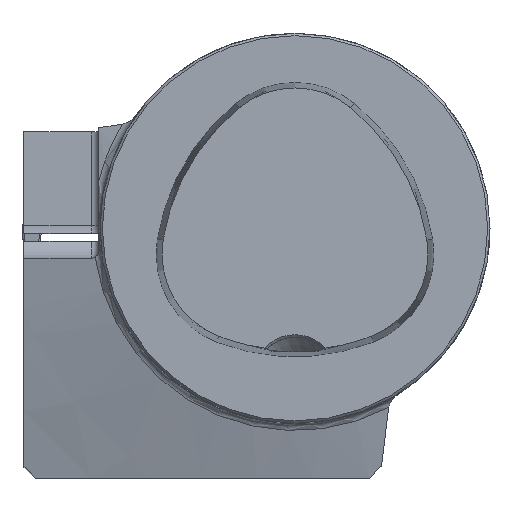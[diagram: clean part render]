
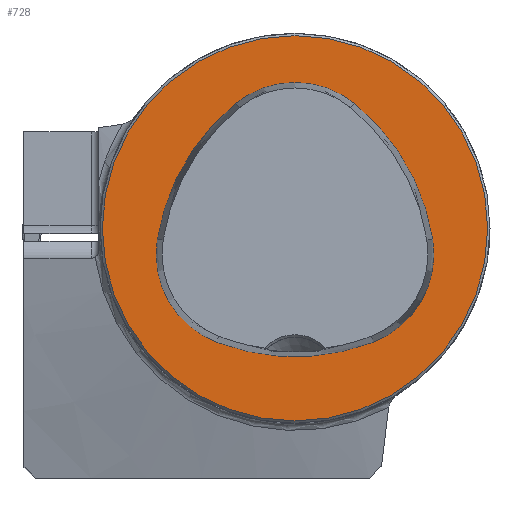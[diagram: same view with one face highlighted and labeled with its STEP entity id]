
A CAD part, top view. The second image highlights one B-rep face of the part: STEP entity #728.
In plain terms, the highlighted planar face has unit normal (0, 0, 1).
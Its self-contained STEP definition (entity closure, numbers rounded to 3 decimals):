
#157=FACE_BOUND('',#1057,.T.);
#158=FACE_BOUND('',#1058,.T.);
#243=PLANE('',#2985);
#728=ADVANCED_FACE('CU_FL_N1_SU_1',(#157,#158),#243,.T.);
#1057=EDGE_LOOP('',(#1483,#1484,#1485,#1486,#1487,#1488));
#1058=EDGE_LOOP('',(#1489));
#1213=CIRCLE('',#2976,28.075);
#1215=CIRCLE('',#2979,28.075);
#1216=CIRCLE('',#2980,12.075);
#1217=CIRCLE('',#2981,28.075);
#1218=CIRCLE('',#2982,12.075);
#1219=CIRCLE('',#2983,12.075);
#1220=CIRCLE('',#2984,24.7);
#1483=ORIENTED_EDGE('',*,*,#2526,.F.);
#1484=ORIENTED_EDGE('',*,*,#2527,.F.);
#1485=ORIENTED_EDGE('',*,*,#2528,.F.);
#1486=ORIENTED_EDGE('',*,*,#2529,.F.);
#1487=ORIENTED_EDGE('',*,*,#2523,.F.);
#1488=ORIENTED_EDGE('',*,*,#2530,.F.);
#1489=ORIENTED_EDGE('',*,*,#2531,.T.);
#2227=VERTEX_POINT('',#4541);
#2228=VERTEX_POINT('',#4543);
#2230=VERTEX_POINT('',#4549);
#2231=VERTEX_POINT('',#4550);
#2232=VERTEX_POINT('',#4552);
#2233=VERTEX_POINT('',#4554);
#2234=VERTEX_POINT('',#4558);
#2523=EDGE_CURVE('',#2227,#2228,#1213,.T.);
#2526=EDGE_CURVE('',#2230,#2231,#1215,.T.);
#2527=EDGE_CURVE('',#2232,#2230,#1216,.T.);
#2528=EDGE_CURVE('',#2233,#2232,#1217,.T.);
#2529=EDGE_CURVE('',#2228,#2233,#1218,.T.);
#2530=EDGE_CURVE('',#2231,#2227,#1219,.T.);
#2531=EDGE_CURVE('',#2234,#2234,#1220,.T.);
#2976=AXIS2_PLACEMENT_3D('',#4542,#3371,#3372);
#2979=AXIS2_PLACEMENT_3D('',#4548,#3378,#3379);
#2980=AXIS2_PLACEMENT_3D('',#4551,#3380,#3381);
#2981=AXIS2_PLACEMENT_3D('',#4553,#3382,#3383);
#2982=AXIS2_PLACEMENT_3D('',#4555,#3384,#3385);
#2983=AXIS2_PLACEMENT_3D('',#4556,#3386,#3387);
#2984=AXIS2_PLACEMENT_3D('',#4557,#3388,#3389);
#2985=AXIS2_PLACEMENT_3D('',#4559,#3390,#3391);
#3371=DIRECTION('',(0.,0.,1.));
#3372=DIRECTION('',(1.,0.,0.));
#3378=DIRECTION('',(0.,0.,1.));
#3379=DIRECTION('',(1.,0.,0.));
#3380=DIRECTION('',(0.,0.,1.));
#3381=DIRECTION('',(1.,0.,0.));
#3382=DIRECTION('',(0.,0.,1.));
#3383=DIRECTION('',(1.,0.,0.));
#3384=DIRECTION('',(0.,0.,1.));
#3385=DIRECTION('',(1.,0.,0.));
#3386=DIRECTION('',(0.,0.,1.));
#3387=DIRECTION('',(1.,0.,0.));
#3388=DIRECTION('',(0.,0.,1.));
#3389=DIRECTION('',(1.,0.,0.));
#3390=DIRECTION('',(0.,0.,1.));
#3391=DIRECTION('',(1.,0.,0.));
#4541=CARTESIAN_POINT('',(-10.05,-14.595,0.));
#4542=CARTESIAN_POINT('',(0.,11.62,0.));
#4543=CARTESIAN_POINT('',(10.05,-14.595,0.));
#4548=CARTESIAN_POINT('',(10.078,-5.807,0.));
#4549=CARTESIAN_POINT('',(-7.606,15.999,0.));
#4550=CARTESIAN_POINT('',(-17.656,-1.443,0.));
#4551=CARTESIAN_POINT('',(0.,6.62,0.));
#4552=CARTESIAN_POINT('',(7.606,15.999,0.));
#4553=CARTESIAN_POINT('',(-10.078,-5.807,0.));
#4554=CARTESIAN_POINT('',(17.656,-1.443,0.));
#4555=CARTESIAN_POINT('',(5.727,-3.32,0.));
#4556=CARTESIAN_POINT('',(-5.727,-3.32,0.));
#4557=CARTESIAN_POINT('',(0.,0.,0.));
#4558=CARTESIAN_POINT('',(24.7,0.,0.));
#4559=CARTESIAN_POINT('',(0.,0.,0.));
